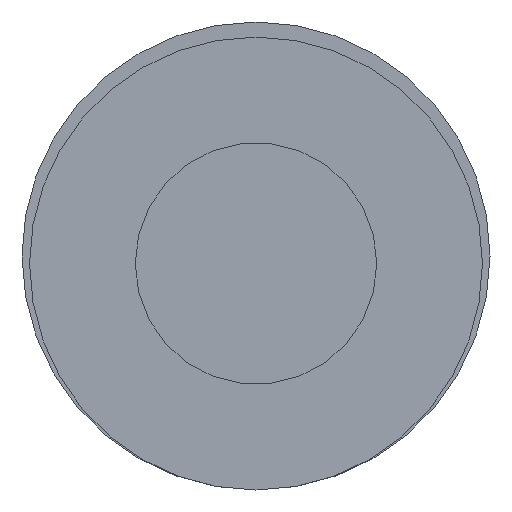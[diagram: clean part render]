
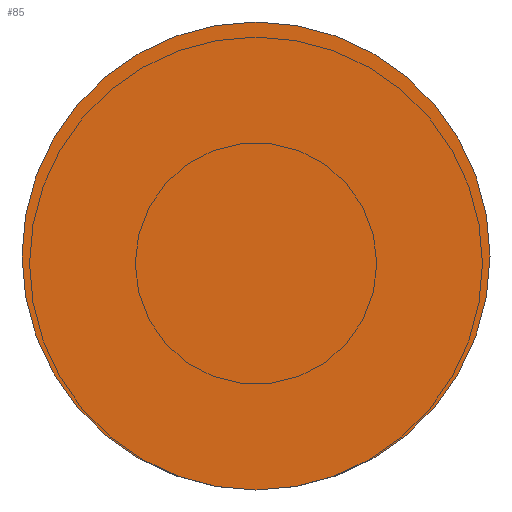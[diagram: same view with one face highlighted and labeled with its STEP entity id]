
A CAD part, front view. The second image highlights one B-rep face of the part: STEP entity #85.
In plain terms, the highlighted planar face has unit normal (0, -1, 0).
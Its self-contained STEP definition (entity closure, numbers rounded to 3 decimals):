
#85 = ADVANCED_FACE( '', ( #146 ), #147, .T. );
#146 = FACE_OUTER_BOUND( '', #186, .T. );
#147 = PLANE( '', #187 );
#186 = EDGE_LOOP( '', ( #226 ) );
#187 = AXIS2_PLACEMENT_3D( '', #227, #228, #229 );
#226 = ORIENTED_EDGE( '', *, *, #237, .T. );
#227 = CARTESIAN_POINT( '', ( 0., -500.1, 0. ) );
#228 = DIRECTION( '', ( 0., -1., 0. ) );
#229 = DIRECTION( '', ( 0., 0., -1. ) );
#237 = EDGE_CURVE( '', #253, #253, #254, .T. );
#253 = VERTEX_POINT( '', #272 );
#254 = CIRCLE( '', #273, 3.1 );
#272 = CARTESIAN_POINT( '', ( 3.1, -500.1, 0. ) );
#273 = AXIS2_PLACEMENT_3D( '', #291, #292, #293 );
#291 = CARTESIAN_POINT( '', ( 0., -500.1, 0. ) );
#292 = DIRECTION( '', ( 0., -1., 0. ) );
#293 = DIRECTION( '', ( 1., 0., 0. ) );
